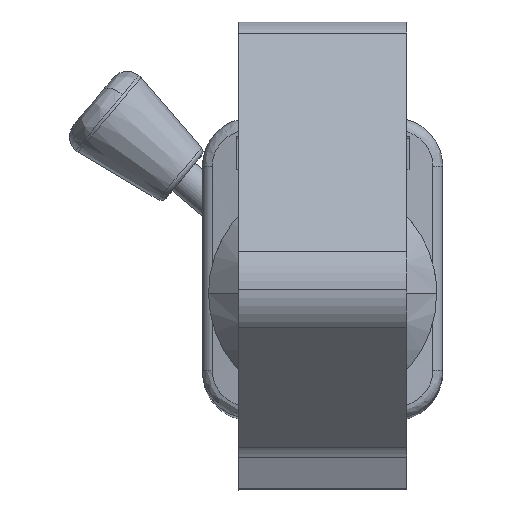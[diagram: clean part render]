
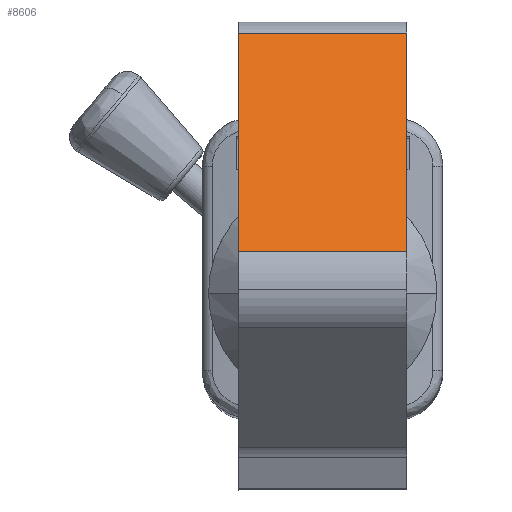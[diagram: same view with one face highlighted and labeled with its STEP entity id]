
A CAD part, top view. The second image highlights one B-rep face of the part: STEP entity #8606.
In plain terms, the highlighted planar face has unit normal (0, 0.71, 0.704).
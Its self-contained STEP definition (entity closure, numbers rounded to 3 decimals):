
#8593=AXIS2_PLACEMENT_3D('Plane Axis2P3D',#8590,#8591,#8592) ;
#529=CARTESIAN_POINT('Vertex',(14.097,19.837,135.827)) ;
#545=CARTESIAN_POINT('Vertex',(28.097,19.837,135.827)) ;
#548=CARTESIAN_POINT('Line Origine',(21.097,19.837,135.827)) ;
#7427=CARTESIAN_POINT('Line Origine',(14.097,28.951,126.634)) ;
#7431=CARTESIAN_POINT('Vertex',(14.097,38.064,117.442)) ;
#7548=CARTESIAN_POINT('Vertex',(28.097,38.064,117.442)) ;
#7551=CARTESIAN_POINT('Line Origine',(28.097,28.951,126.634)) ;
#8590=CARTESIAN_POINT('Axis2P3D Location',(28.097,19.837,135.827)) ;
#8595=CARTESIAN_POINT('Line Origine',(21.097,38.064,117.442)) ;
#549=DIRECTION('Vector Direction',(1.,0.,0.)) ;
#7428=DIRECTION('Vector Direction',(0.,-0.704,0.71)) ;
#7552=DIRECTION('Vector Direction',(0.,-0.704,0.71)) ;
#8591=DIRECTION('Axis2P3D Direction',(0.,-0.71,-0.704)) ;
#8592=DIRECTION('Axis2P3D XDirection',(0.,-0.704,0.71)) ;
#8596=DIRECTION('Vector Direction',(1.,0.,0.)) ;
#550=VECTOR('Line Direction',#549,1.) ;
#7429=VECTOR('Line Direction',#7428,1.) ;
#7553=VECTOR('Line Direction',#7552,1.) ;
#8597=VECTOR('Line Direction',#8596,1.) ;
#8601=ORIENTED_EDGE('',*,*,#552,.F.) ;
#8602=ORIENTED_EDGE('',*,*,#7555,.F.) ;
#8603=ORIENTED_EDGE('',*,*,#8599,.F.) ;
#8604=ORIENTED_EDGE('',*,*,#7433,.T.) ;
#8606=ADVANCED_FACE('Brep With Voids',(#8605),#8594,.F.) ;
#552=EDGE_CURVE('',#546,#530,#551,.F.) ;
#7433=EDGE_CURVE('',#7432,#530,#7430,.T.) ;
#7555=EDGE_CURVE('',#7549,#546,#7554,.T.) ;
#8599=EDGE_CURVE('',#7432,#7549,#8598,.T.) ;
#8600=EDGE_LOOP('',(#8601,#8602,#8603,#8604)) ;
#8605=FACE_OUTER_BOUND('',#8600,.T.) ;
#551=LINE('Line',#548,#550) ;
#7430=LINE('Line',#7427,#7429) ;
#7554=LINE('Line',#7551,#7553) ;
#8598=LINE('Line',#8595,#8597) ;
#8594=PLANE('',#8593) ;
#530=VERTEX_POINT('',#529) ;
#546=VERTEX_POINT('',#545) ;
#7432=VERTEX_POINT('',#7431) ;
#7549=VERTEX_POINT('',#7548) ;
